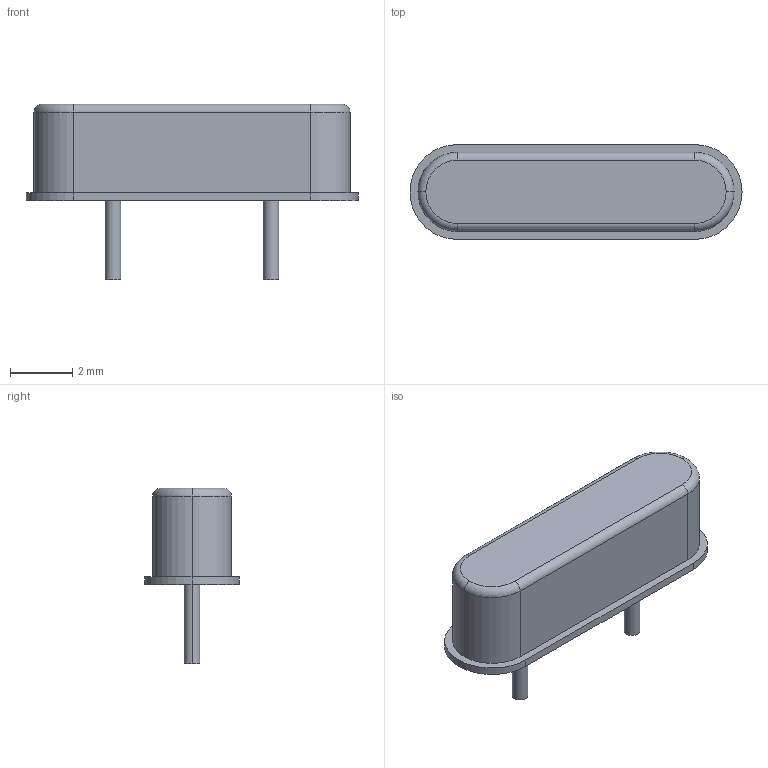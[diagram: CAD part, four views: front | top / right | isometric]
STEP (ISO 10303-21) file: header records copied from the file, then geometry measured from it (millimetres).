
FILE_DESCRIPTION (( 'STEP AP214' ), '1' );
FILE_NAME ('A68B7E88-986F-45B9-BD79-59358D84B993.STEP', '2008-02-26T15:46:26', ( 'sysAdmin' ), ( 'SolidWorks' ), 'SwSTEP 2.0', 'SolidWorks 2008', '' );
FILE_SCHEMA (( 'AUTOMOTIVE_DESIGN' ));
Length unit declared in the file: inch
Products named in the file (1): A68B7E88-986F-45B9-BD79-59358D84B993
Bounding box: 10.67 x 3.05 x 5.63 mm (x, y, z)
Volume: 77.8 mm3; surface area: 138.8 mm2
Topology: 1 solids, 1 shells, 26 faces, 57 edges, 36 vertices
Faces by surface type: cylinder 13, plane 9, torus 4
Entity records: 1012 total; most frequent: DIRECTION 143, CARTESIAN_POINT 120, ORIENTED_EDGE 114, AXIS2_PLACEMENT_3D 59, EDGE_CURVE 57, VERTEX_POINT 36, CIRCLE 32, EDGE_LOOP 29
